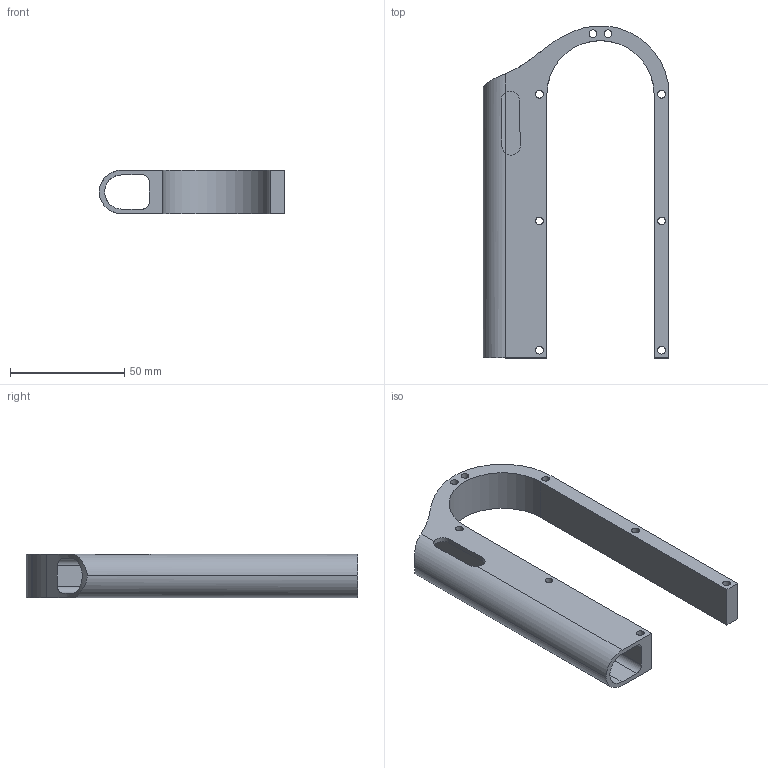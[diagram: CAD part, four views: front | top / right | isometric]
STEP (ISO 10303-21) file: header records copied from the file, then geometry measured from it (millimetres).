
FILE_DESCRIPTION (( 'STEP AP203' ), '1' );
FILE_NAME ('J2 Arm Cover Spacer Upper.STEP', '2019-10-20T06:21:20', ( '' ), ( '' ), 'SwSTEP 2.0', 'SolidWorks 2019', '' );
FILE_SCHEMA (( 'CONFIG_CONTROL_DESIGN' ));
Length unit declared in the file: millimetre
Products named in the file (1): J2 Arm Cover Spacer Upper
Bounding box: 81.46 x 145.39 x 19.05 mm (x, y, z)
Volume: 50614.8 mm3; surface area: 29595.2 mm2
Topology: 1 solids, 1 shells, 41 faces, 123 edges, 82 vertices
Faces by surface type: cylinder 27, plane 13, bspline 1
Entity records: 1690 total; most frequent: CARTESIAN_POINT 449, ORIENTED_EDGE 246, DIRECTION 239, EDGE_CURVE 123, AXIS2_PLACEMENT_3D 90, VERTEX_POINT 82, EDGE_LOOP 59, LINE 59
